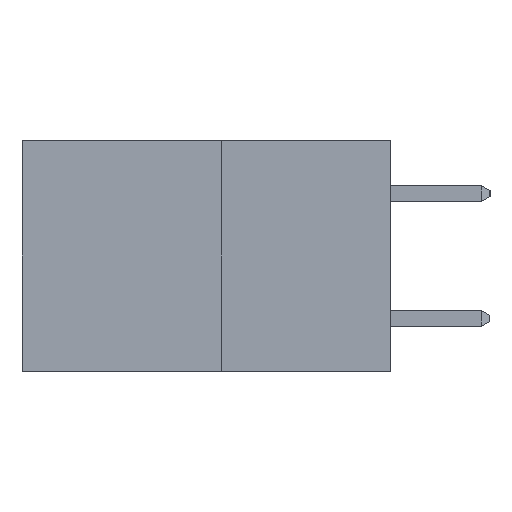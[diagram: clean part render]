
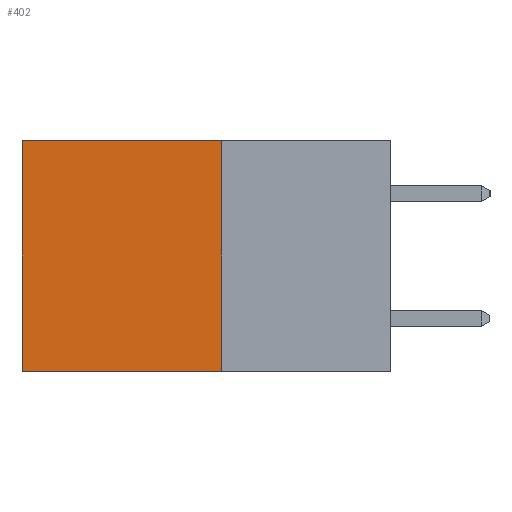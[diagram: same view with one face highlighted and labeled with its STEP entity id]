
A CAD part, left-side view. The second image highlights one B-rep face of the part: STEP entity #402.
In plain terms, the highlighted planar face has unit normal (-1, 0, 0).
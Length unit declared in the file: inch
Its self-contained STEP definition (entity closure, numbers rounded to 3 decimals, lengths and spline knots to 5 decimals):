
#402 = ADVANCED_FACE ( 'NONE', ( #6669 ), #5106, .F. ) ;
#1416 = DIRECTION ( 'NONE',  ( 0., 1., 0. ) ) ;
#1484 = ORIENTED_EDGE ( 'NONE', *, *, #9575, .F. ) ;
#1683 = DIRECTION ( 'NONE',  ( 0., 1., 0. ) ) ;
#2806 = CARTESIAN_POINT ( 'NONE',  ( 0.277, 0.27, -0.37 ) ) ;
#2961 = CARTESIAN_POINT ( 'NONE',  ( 0.277, 0.59, 0. ) ) ;
#3204 = CARTESIAN_POINT ( 'NONE',  ( 0.277, 0.59, -0.37 ) ) ;
#3306 = DIRECTION ( 'NONE',  ( 0., 0., -1. ) ) ;
#3416 = DIRECTION ( 'NONE',  ( 0., 0., -1. ) ) ;
#3447 = ORIENTED_EDGE ( 'NONE', *, *, #7536, .F. ) ;
#4036 = ORIENTED_EDGE ( 'NONE', *, *, #10870, .T. ) ;
#4671 = LINE ( 'NONE', #11155, #6967 ) ;
#4965 = VECTOR ( 'NONE', #1683, 39.37008 ) ;
#5106 = PLANE ( 'NONE',  #11549 ) ;
#5200 = DIRECTION ( 'NONE',  ( 1., 0., 0. ) ) ;
#5550 = DIRECTION ( 'NONE',  ( 0., 0., -1. ) ) ;
#5610 = EDGE_LOOP ( 'NONE', ( #10975, #3447, #1484, #4036 ) ) ;
#5866 = EDGE_CURVE ( 'NONE', #12032, #8242, #8716, .T. ) ;
#6496 = CARTESIAN_POINT ( 'NONE',  ( 0.277, 0.27, 0. ) ) ;
#6669 = FACE_OUTER_BOUND ( 'NONE', #5610, .T. ) ;
#6967 = VECTOR ( 'NONE', #3306, 39.37008 ) ;
#7117 = CARTESIAN_POINT ( 'NONE',  ( 0.277, 0.59, -0.37 ) ) ;
#7442 = VECTOR ( 'NONE', #3416, 39.37008 ) ;
#7536 = EDGE_CURVE ( 'NONE', #9242, #8242, #10887, .T. ) ;
#8191 = CARTESIAN_POINT ( 'NONE',  ( 0.277, 0.27, -0.37 ) ) ;
#8242 = VERTEX_POINT ( 'NONE', #7117 ) ;
#8277 = CARTESIAN_POINT ( 'NONE',  ( 0.277, 0.27, 0. ) ) ;
#8716 = LINE ( 'NONE', #3204, #7442 ) ;
#9242 = VERTEX_POINT ( 'NONE', #2806 ) ;
#9575 = EDGE_CURVE ( 'NONE', #9674, #9242, #4671, .T. ) ;
#9674 = VERTEX_POINT ( 'NONE', #8277 ) ;
#10577 = VECTOR ( 'NONE', #1416, 39.37008 ) ;
#10863 = CARTESIAN_POINT ( 'NONE',  ( 0.277, 0.27, -0.37 ) ) ;
#10870 = EDGE_CURVE ( 'NONE', #9674, #12032, #12369, .T. ) ;
#10887 = LINE ( 'NONE', #8191, #10577 ) ;
#10975 = ORIENTED_EDGE ( 'NONE', *, *, #5866, .T. ) ;
#11155 = CARTESIAN_POINT ( 'NONE',  ( 0.277, 0.27, -0.37 ) ) ;
#11549 = AXIS2_PLACEMENT_3D ( 'NONE', #10863, #5200, #5550 ) ;
#12032 = VERTEX_POINT ( 'NONE', #2961 ) ;
#12369 = LINE ( 'NONE', #6496, #4965 ) ;
